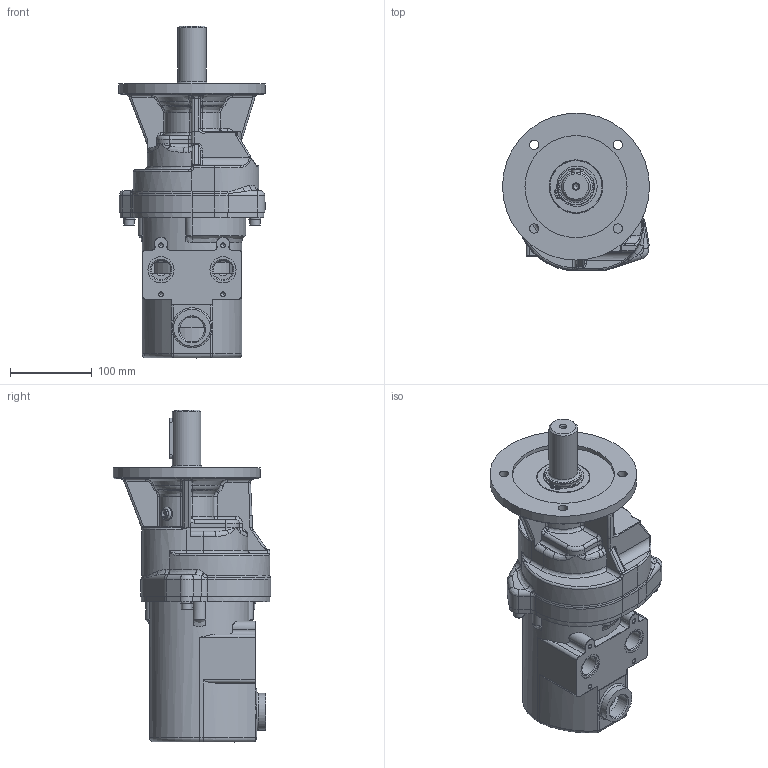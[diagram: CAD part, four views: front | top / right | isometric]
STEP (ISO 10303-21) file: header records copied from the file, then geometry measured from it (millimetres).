
FILE_DESCRIPTION((''),'2;1');
FILE_NAME('MU 400-500_46670035.stp','2010-04-06T14:56:27',('basyouni'),(''),'Autodesk Inventor 2008','Autodesk Inventor 2008','');
FILE_SCHEMA(('AUTOMOTIVE_DESIGN { 1 0 10303 214 1 1 1 1 }'));
Length unit declared in the file: millimetre
Products named in the file (1): MU 400-500_46670035
Bounding box: 180 x 193 x 406.65 mm (x, y, z)
Volume: 3686538 mm3; surface area: 429779.8 mm2
Topology: 1 solids, 9 shells, 1087 faces, 2824 edges, 1730 vertices
Faces by surface type: plane 393, cylinder 367, bspline 228, torus 57, cone 35, sphere 7
Full cylindrical faces by diameter (mm): 2.5 x1, 2.8 x2, 4.2 x1, 5 x1, 5.2 x1, 7.9 x1, 8 x4, 9.5 x4, 10 x1, 11.5 x4, 13 x3, 16 x1, 19 x1, 31 x1, 35 x1, 42 x1, 42.5 x1, 45 x6, 46 x1, 47 x1, 52.4 x1, 53 x3, 55 x1, 56 x1, 56.5 x1, 65 x3, 65.5 x1, 69.79 x1, 107.069 x1, 125 x1
Entity records: 52243 total; most frequent: CARTESIAN_POINT 26068, ORIENTED_EDGE 5174, DIRECTION 5112, EDGE_CURVE 2587, AXIS2_PLACEMENT_3D 2006, VERTEX_POINT 1646, EDGE_LOOP 1349, VECTOR 1100
